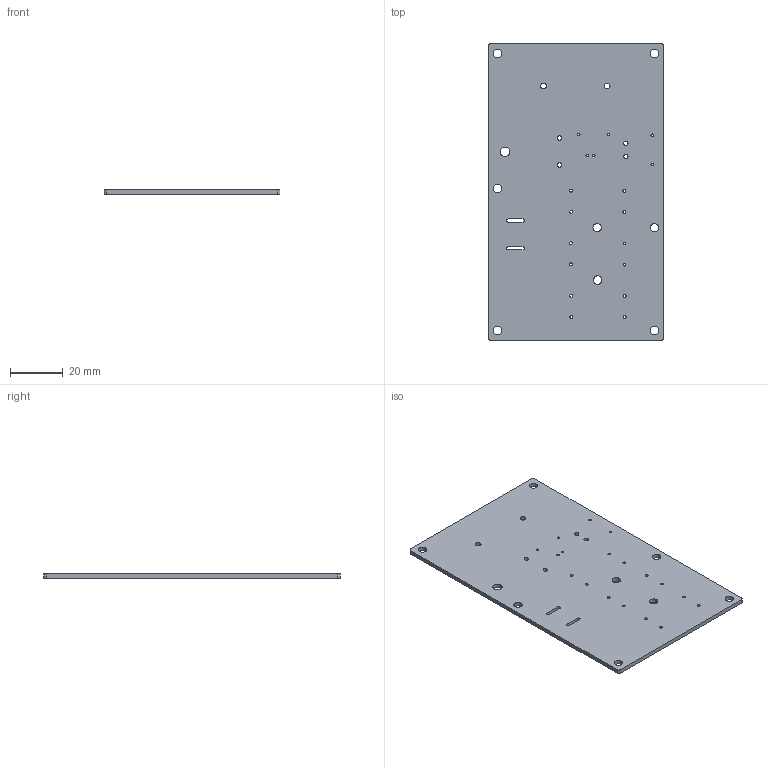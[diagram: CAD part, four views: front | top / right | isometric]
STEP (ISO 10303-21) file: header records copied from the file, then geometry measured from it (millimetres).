
FILE_DESCRIPTION(('KiCad electronic assembly'),'2;1');
FILE_NAME('Passive Cap Bank V1.step','2024-12-16T14:35:29',('Pcbnew'),( 'Kicad'),'Open CASCADE STEP processor 7.8','KiCad to STEP converter' ,'Unknown');
FILE_SCHEMA(('AUTOMOTIVE_DESIGN { 1 0 10303 214 1 1 1 1 }'));
Length unit declared in the file: millimetre
Products named in the file (2): Passive Cap Bank V1 1; Passive Cap Bank V1_PCB
Assembly tree (1 placements, depth 2):
  Passive Cap Bank V1 1
    Passive Cap Bank V1_PCB
Bounding box: 66.4 x 111.88 x 1.6 mm (x, y, z)
Volume: 11690.4 mm3; surface area: 15525.8 mm2
Topology: 1 solids, 1 shells, 51 faces, 147 edges, 98 vertices
Faces by surface type: cylinder 41, plane 10
Full cylindrical faces by diameter (mm): 0.889 x4, 1 x2, 1.092 x12, 1.676 x2, 1.7 x2, 2.2 x2, 3.2 x8, 3.6 x1
Entity records: 1900 total; most frequent: DIRECTION 335, CARTESIAN_POINT 298, ORIENTED_EDGE 294, EDGE_CURVE 147, AXIS2_PLACEMENT_3D 135, FACE_BOUND 121, EDGE_LOOP 121, VERTEX_POINT 98
